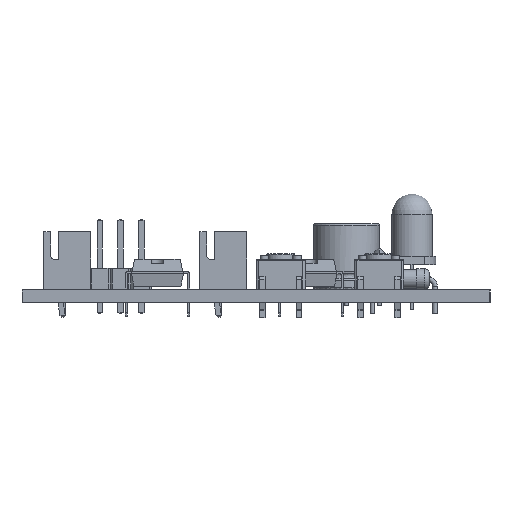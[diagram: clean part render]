
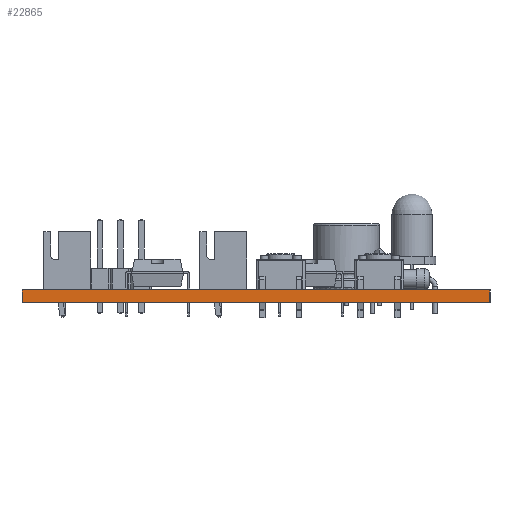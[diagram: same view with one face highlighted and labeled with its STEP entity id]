
A CAD part, left-side view. The second image highlights one B-rep face of the part: STEP entity #22865.
In plain terms, the highlighted planar face has unit normal (-1, 0, 0).
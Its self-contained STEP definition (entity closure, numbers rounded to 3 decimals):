
#22809 = VERTEX_POINT('',#22810);
#22810 = CARTESIAN_POINT('',(74.,-105.,1.51));
#22816 = EDGE_CURVE('',#22817,#22809,#22819,.T.);
#22817 = VERTEX_POINT('',#22818);
#22818 = CARTESIAN_POINT('',(74.,-105.,0.));
#22819 = LINE('',#22820,#22821);
#22820 = CARTESIAN_POINT('',(74.,-105.,0.));
#22821 = VECTOR('',#22822,1.);
#22822 = DIRECTION('',(0.,0.,1.));
#22865 = ADVANCED_FACE('',(#22866),#22891,.T.);
#22866 = FACE_BOUND('',#22867,.T.);
#22867 = EDGE_LOOP('',(#22868,#22869,#22877,#22885));
#22868 = ORIENTED_EDGE('',*,*,#22816,.T.);
#22869 = ORIENTED_EDGE('',*,*,#22870,.T.);
#22870 = EDGE_CURVE('',#22809,#22871,#22873,.T.);
#22871 = VERTEX_POINT('',#22872);
#22872 = CARTESIAN_POINT('',(74.,-48.,1.51));
#22873 = LINE('',#22874,#22875);
#22874 = CARTESIAN_POINT('',(74.,-105.,1.51));
#22875 = VECTOR('',#22876,1.);
#22876 = DIRECTION('',(0.,1.,0.));
#22877 = ORIENTED_EDGE('',*,*,#22878,.F.);
#22878 = EDGE_CURVE('',#22879,#22871,#22881,.T.);
#22879 = VERTEX_POINT('',#22880);
#22880 = CARTESIAN_POINT('',(74.,-48.,0.));
#22881 = LINE('',#22882,#22883);
#22882 = CARTESIAN_POINT('',(74.,-48.,0.));
#22883 = VECTOR('',#22884,1.);
#22884 = DIRECTION('',(0.,0.,1.));
#22885 = ORIENTED_EDGE('',*,*,#22886,.F.);
#22886 = EDGE_CURVE('',#22817,#22879,#22887,.T.);
#22887 = LINE('',#22888,#22889);
#22888 = CARTESIAN_POINT('',(74.,-105.,0.));
#22889 = VECTOR('',#22890,1.);
#22890 = DIRECTION('',(0.,1.,0.));
#22891 = PLANE('',#22892);
#22892 = AXIS2_PLACEMENT_3D('',#22893,#22894,#22895);
#22893 = CARTESIAN_POINT('',(74.,-105.,0.));
#22894 = DIRECTION('',(-1.,0.,0.));
#22895 = DIRECTION('',(0.,1.,0.));
